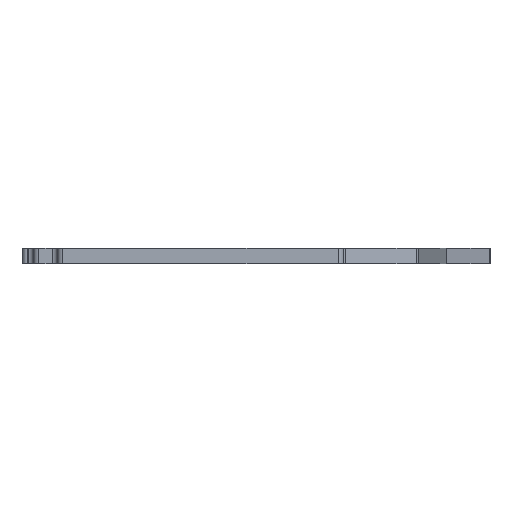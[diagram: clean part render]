
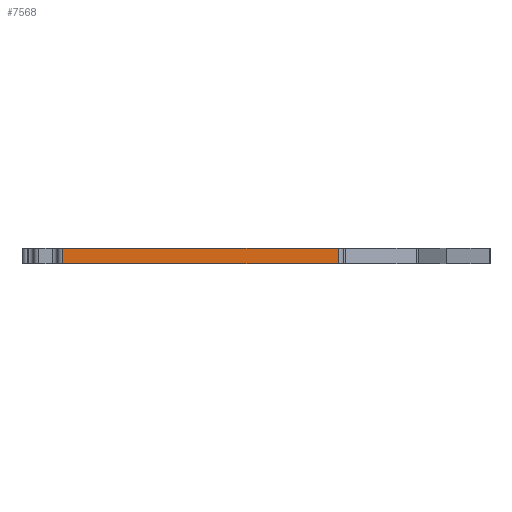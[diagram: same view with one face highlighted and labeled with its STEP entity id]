
A CAD part, left-side view. The second image highlights one B-rep face of the part: STEP entity #7568.
In plain terms, the highlighted planar face has unit normal (-1, 0, 0).
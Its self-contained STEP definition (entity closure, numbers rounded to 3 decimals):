
#2263=CARTESIAN_POINT('',(-58.036,-15.907,10.5));
#2264=VERTEX_POINT('',#2263);
#2272=CARTESIAN_POINT('',(-58.036,38.347,10.5));
#2273=VERTEX_POINT('',#2272);
#2274=CARTESIAN_POINT('',(-58.036,38.347,10.5));
#2275=DIRECTION('',(0.,-1.,0.));
#2276=VECTOR('',#2275,54.254);
#2277=LINE('',#2274,#2276);
#2278=EDGE_CURVE('',#2273,#2264,#2277,.T.);
#7538=CARTESIAN_POINT('',(-58.036,11.22,10.5));
#7539=DIRECTION('',(-1.,0.,0.));
#7540=DIRECTION('',(0.,0.,1.));
#7541=AXIS2_PLACEMENT_3D('',#7538,#7539,#7540);
#7542=PLANE('',#7541);
#7543=ORIENTED_EDGE('',*,*,#2278,.T.);
#7544=CARTESIAN_POINT('',(-58.036,-15.907,13.5));
#7545=VERTEX_POINT('',#7544);
#7546=CARTESIAN_POINT('',(-58.036,-15.907,10.5));
#7547=DIRECTION('',(0.,0.,1.));
#7548=VECTOR('',#7547,3.);
#7549=LINE('',#7546,#7548);
#7550=EDGE_CURVE('',#2264,#7545,#7549,.T.);
#7551=ORIENTED_EDGE('',*,*,#7550,.T.);
#7552=CARTESIAN_POINT('',(-58.036,38.347,13.5));
#7553=VERTEX_POINT('',#7552);
#7554=CARTESIAN_POINT('',(-58.036,38.347,13.5));
#7555=DIRECTION('',(0.,-1.,0.));
#7556=VECTOR('',#7555,54.254);
#7557=LINE('',#7554,#7556);
#7558=EDGE_CURVE('',#7553,#7545,#7557,.T.);
#7559=ORIENTED_EDGE('',*,*,#7558,.F.);
#7560=CARTESIAN_POINT('',(-58.036,38.347,13.5));
#7561=DIRECTION('',(-0.,-0.,-1.));
#7562=VECTOR('',#7561,3.);
#7563=LINE('',#7560,#7562);
#7564=EDGE_CURVE('',#7553,#2273,#7563,.T.);
#7565=ORIENTED_EDGE('',*,*,#7564,.T.);
#7566=EDGE_LOOP('',(#7543,#7551,#7559,#7565));
#7567=FACE_BOUND('',#7566,.T.);
#7568=ADVANCED_FACE('',(#7567),#7542,.T.);
